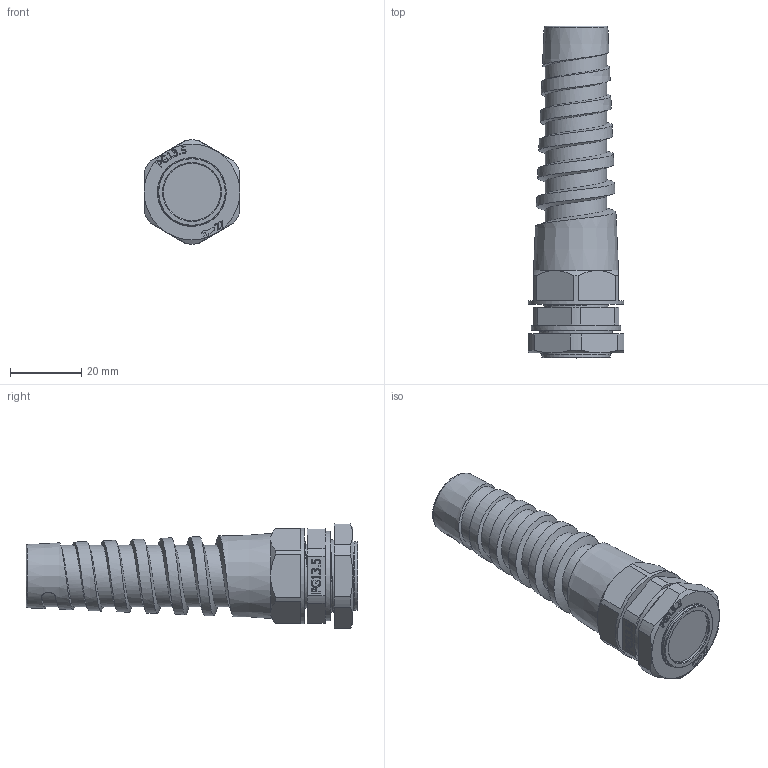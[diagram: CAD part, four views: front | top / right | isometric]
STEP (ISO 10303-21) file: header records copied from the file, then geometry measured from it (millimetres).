
FILE_DESCRIPTION(/* description */ (''),/* implementation_level */ '2;1');
FILE_NAME(/* name */ '',/* time_stamp */ '2025-06-27T08:03:47+07:00',/* author */ ('zeta-86'),/* organization */ (''),/* preprocessor_version */ 'ST-DEVELOPER v19.2',/* originating_system */ 'Autodesk Inventor 2024',/* authorisation */ '');
FILE_SCHEMA (('AUTOMOTIVE_DESIGN { 1 0 10303 214 3 1 1 }'));
Length unit declared in the file: millimetre
Products named in the file (1): ГОФРОМАТИК ВКС-
ПР-PG13,5-12-L9
Bounding box: 26.8 x 93 x 29.18 mm (x, y, z)
Volume: 32402.1 mm3; surface area: 9096.8 mm2
Topology: 1 solids, 1 shells, 365 faces, 984 edges, 646 vertices
Faces by surface type: plane 172, bspline 138, cylinder 32, cone 21, torus 2
Full cylindrical faces by diameter (mm): 16.1 x1, 17.214 x5, 18.1 x1, 19.06 x1, 19.2 x1, 20.397 x1, 25 x1, 26.7 x1
Entity records: 18849 total; most frequent: CARTESIAN_POINT 10276, ORIENTED_EDGE 1968, DIRECTION 1207, EDGE_CURVE 984, VERTEX_POINT 646, LINE 553, VECTOR 553, EDGE_LOOP 390
